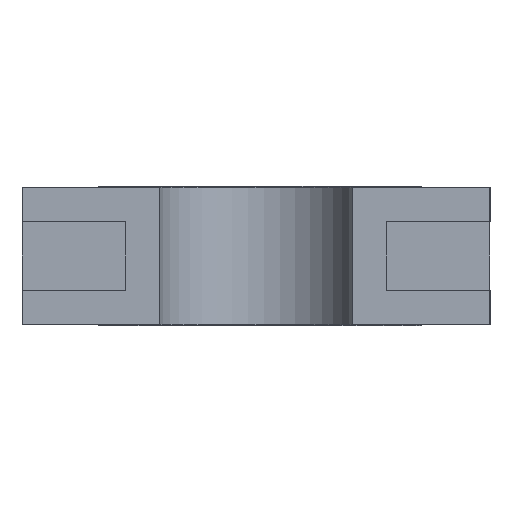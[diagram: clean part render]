
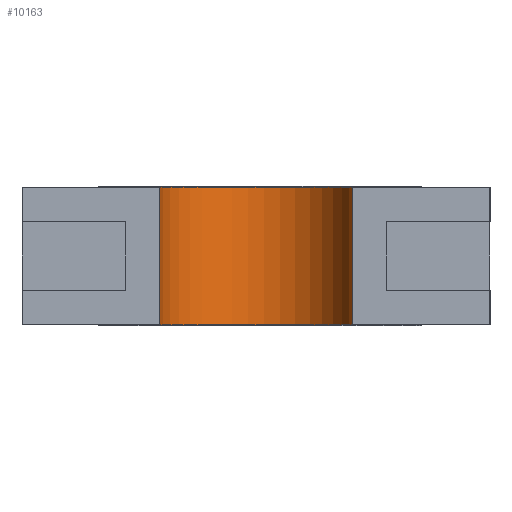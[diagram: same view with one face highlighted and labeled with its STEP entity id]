
A CAD part, left-side view. The second image highlights one B-rep face of the part: STEP entity #10163.
In plain terms, the highlighted cylindrical face has radius 0.354 mm (diameter 0.708 mm), a partial arc.
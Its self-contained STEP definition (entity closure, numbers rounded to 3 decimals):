
#5257 = PLANE('',#5258);
#5258 = AXIS2_PLACEMENT_3D('',#5259,#5260,#5261);
#5259 = CARTESIAN_POINT('',(-1.7,-0.85,0.01));
#5260 = DIRECTION('',(-1.,0.,0.));
#5261 = DIRECTION('',(0.,1.,0.));
#5824 = PLANE('',#5825);
#5825 = AXIS2_PLACEMENT_3D('',#5826,#5827,#5828);
#5826 = CARTESIAN_POINT('',(0.,0.,0.01
    ));
#5827 = DIRECTION('',(0.,0.,-1.));
#5828 = DIRECTION('',(0.,-1.,0.));
#6450 = PLANE('',#6451);
#6451 = AXIS2_PLACEMENT_3D('',#6452,#6453,#6454);
#6452 = CARTESIAN_POINT('',(-1.7,0.85,0.01));
#6453 = DIRECTION('',(1.,0.,0.));
#6454 = DIRECTION('',(0.,-1.,0.));
#6731 = PLANE('',#6732);
#6732 = AXIS2_PLACEMENT_3D('',#6733,#6734,#6735);
#6733 = CARTESIAN_POINT('',(0.,0.,0.51)
  );
#6734 = DIRECTION('',(0.,0.,-1.));
#6735 = DIRECTION('',(0.,-1.,0.));
#7398 = VERTEX_POINT('',#7399);
#7399 = CARTESIAN_POINT('',(-1.7,-0.35,0.01));
#7466 = VERTEX_POINT('',#7467);
#7467 = CARTESIAN_POINT('',(-1.7,-0.35,0.51));
#7488 = EDGE_CURVE('',#7398,#7466,#7489,.T.);
#7489 = SURFACE_CURVE('',#7490,(#7494,#7501),.PCURVE_S1.);
#7490 = LINE('',#7491,#7492);
#7491 = CARTESIAN_POINT('',(-1.7,-0.35,0.01));
#7492 = VECTOR('',#7493,1.);
#7493 = DIRECTION('',(0.,0.,1.));
#7494 = PCURVE('',#5257,#7495);
#7495 = DEFINITIONAL_REPRESENTATION('',(#7496),#7500);
#7496 = LINE('',#7497,#7498);
#7497 = CARTESIAN_POINT('',(0.5,0.));
#7498 = VECTOR('',#7499,1.);
#7499 = DIRECTION('',(0.,-1.));
#7500 = ( GEOMETRIC_REPRESENTATION_CONTEXT(2) 
PARAMETRIC_REPRESENTATION_CONTEXT() REPRESENTATION_CONTEXT('2D SPACE',''
  ) );
#7501 = PCURVE('',#7502,#7507);
#7502 = CYLINDRICAL_SURFACE('',#7503,0.354);
#7503 = AXIS2_PLACEMENT_3D('',#7504,#7505,#7506);
#7504 = CARTESIAN_POINT('',(-1.754,0.,0.01));
#7505 = DIRECTION('',(-0.,-0.,-1.));
#7506 = DIRECTION('',(1.,0.,0.));
#7507 = DEFINITIONAL_REPRESENTATION('',(#7508),#7512);
#7508 = LINE('',#7509,#7510);
#7509 = CARTESIAN_POINT('',(1.417,0.));
#7510 = VECTOR('',#7511,1.);
#7511 = DIRECTION('',(-0.,-1.));
#7512 = ( GEOMETRIC_REPRESENTATION_CONTEXT(2) 
PARAMETRIC_REPRESENTATION_CONTEXT() REPRESENTATION_CONTEXT('2D SPACE',''
  ) );
#9202 = EDGE_CURVE('',#7398,#9203,#9205,.T.);
#9203 = VERTEX_POINT('',#9204);
#9204 = CARTESIAN_POINT('',(-1.7,0.35,0.01));
#9205 = SURFACE_CURVE('',#9206,(#9211,#9222),.PCURVE_S1.);
#9206 = CIRCLE('',#9207,0.354);
#9207 = AXIS2_PLACEMENT_3D('',#9208,#9209,#9210);
#9208 = CARTESIAN_POINT('',(-1.754,0.,0.01));
#9209 = DIRECTION('',(0.,0.,1.));
#9210 = DIRECTION('',(1.,0.,-0.));
#9211 = PCURVE('',#5824,#9212);
#9212 = DEFINITIONAL_REPRESENTATION('',(#9213),#9221);
#9213 = ( BOUNDED_CURVE() B_SPLINE_CURVE(2,(#9214,#9215,#9216,#9217,
#9218,#9219,#9220),.UNSPECIFIED.,.T.,.F.) B_SPLINE_CURVE_WITH_KNOTS((1,2
    ,2,2,2,1),(-2.094,0.,2.094,4.189,
6.283,8.378),.UNSPECIFIED.) CURVE() 
GEOMETRIC_REPRESENTATION_ITEM() RATIONAL_B_SPLINE_CURVE((1.,0.5,1.,0.5,
1.,0.5,1.)) REPRESENTATION_ITEM('') );
#9214 = CARTESIAN_POINT('',(0.,1.4));
#9215 = CARTESIAN_POINT('',(-0.613,1.4));
#9216 = CARTESIAN_POINT('',(-0.307,1.931));
#9217 = CARTESIAN_POINT('',(0.,2.463));
#9218 = CARTESIAN_POINT('',(0.307,1.931));
#9219 = CARTESIAN_POINT('',(0.613,1.4));
#9220 = CARTESIAN_POINT('',(0.,1.4));
#9221 = ( GEOMETRIC_REPRESENTATION_CONTEXT(2) 
PARAMETRIC_REPRESENTATION_CONTEXT() REPRESENTATION_CONTEXT('2D SPACE',''
  ) );
#9222 = PCURVE('',#7502,#9223);
#9223 = DEFINITIONAL_REPRESENTATION('',(#9224),#9228);
#9224 = LINE('',#9225,#9226);
#9225 = CARTESIAN_POINT('',(6.283,0.));
#9226 = VECTOR('',#9227,1.);
#9227 = DIRECTION('',(-1.,0.));
#9228 = ( GEOMETRIC_REPRESENTATION_CONTEXT(2) 
PARAMETRIC_REPRESENTATION_CONTEXT() REPRESENTATION_CONTEXT('2D SPACE',''
  ) );
#9347 = VERTEX_POINT('',#9348);
#9348 = CARTESIAN_POINT('',(-1.7,0.35,0.51));
#9369 = EDGE_CURVE('',#9203,#9347,#9370,.T.);
#9370 = SURFACE_CURVE('',#9371,(#9375,#9382),.PCURVE_S1.);
#9371 = LINE('',#9372,#9373);
#9372 = CARTESIAN_POINT('',(-1.7,0.35,0.01));
#9373 = VECTOR('',#9374,1.);
#9374 = DIRECTION('',(0.,0.,1.));
#9375 = PCURVE('',#6450,#9376);
#9376 = DEFINITIONAL_REPRESENTATION('',(#9377),#9381);
#9377 = LINE('',#9378,#9379);
#9378 = CARTESIAN_POINT('',(0.5,0.));
#9379 = VECTOR('',#9380,1.);
#9380 = DIRECTION('',(0.,-1.));
#9381 = ( GEOMETRIC_REPRESENTATION_CONTEXT(2) 
PARAMETRIC_REPRESENTATION_CONTEXT() REPRESENTATION_CONTEXT('2D SPACE',''
  ) );
#9382 = PCURVE('',#7502,#9383);
#9383 = DEFINITIONAL_REPRESENTATION('',(#9384),#9388);
#9384 = LINE('',#9385,#9386);
#9385 = CARTESIAN_POINT('',(-1.417,0.));
#9386 = VECTOR('',#9387,1.);
#9387 = DIRECTION('',(-0.,-1.));
#9388 = ( GEOMETRIC_REPRESENTATION_CONTEXT(2) 
PARAMETRIC_REPRESENTATION_CONTEXT() REPRESENTATION_CONTEXT('2D SPACE',''
  ) );
#9397 = EDGE_CURVE('',#7466,#9347,#9398,.T.);
#9398 = SURFACE_CURVE('',#9399,(#9404,#9415),.PCURVE_S1.);
#9399 = CIRCLE('',#9400,0.354);
#9400 = AXIS2_PLACEMENT_3D('',#9401,#9402,#9403);
#9401 = CARTESIAN_POINT('',(-1.754,0.,0.51));
#9402 = DIRECTION('',(0.,0.,1.));
#9403 = DIRECTION('',(1.,0.,-0.));
#9404 = PCURVE('',#6731,#9405);
#9405 = DEFINITIONAL_REPRESENTATION('',(#9406),#9414);
#9406 = ( BOUNDED_CURVE() B_SPLINE_CURVE(2,(#9407,#9408,#9409,#9410,
#9411,#9412,#9413),.UNSPECIFIED.,.T.,.F.) B_SPLINE_CURVE_WITH_KNOTS((1,2
    ,2,2,2,1),(-2.094,0.,2.094,4.189,
6.283,8.378),.UNSPECIFIED.) CURVE() 
GEOMETRIC_REPRESENTATION_ITEM() RATIONAL_B_SPLINE_CURVE((1.,0.5,1.,0.5,
1.,0.5,1.)) REPRESENTATION_ITEM('') );
#9407 = CARTESIAN_POINT('',(0.,1.4));
#9408 = CARTESIAN_POINT('',(-0.613,1.4));
#9409 = CARTESIAN_POINT('',(-0.307,1.931));
#9410 = CARTESIAN_POINT('',(0.,2.463));
#9411 = CARTESIAN_POINT('',(0.307,1.931));
#9412 = CARTESIAN_POINT('',(0.613,1.4));
#9413 = CARTESIAN_POINT('',(0.,1.4));
#9414 = ( GEOMETRIC_REPRESENTATION_CONTEXT(2) 
PARAMETRIC_REPRESENTATION_CONTEXT() REPRESENTATION_CONTEXT('2D SPACE',''
  ) );
#9415 = PCURVE('',#7502,#9416);
#9416 = DEFINITIONAL_REPRESENTATION('',(#9417),#9421);
#9417 = LINE('',#9418,#9419);
#9418 = CARTESIAN_POINT('',(6.283,-0.5));
#9419 = VECTOR('',#9420,1.);
#9420 = DIRECTION('',(-1.,0.));
#9421 = ( GEOMETRIC_REPRESENTATION_CONTEXT(2) 
PARAMETRIC_REPRESENTATION_CONTEXT() REPRESENTATION_CONTEXT('2D SPACE',''
  ) );
#10163 = ADVANCED_FACE('',(#10164),#7502,.F.);
#10164 = FACE_BOUND('',#10165,.F.);
#10165 = EDGE_LOOP('',(#10166,#10167,#10168,#10169));
#10166 = ORIENTED_EDGE('',*,*,#9202,.T.);
#10167 = ORIENTED_EDGE('',*,*,#9369,.T.);
#10168 = ORIENTED_EDGE('',*,*,#9397,.F.);
#10169 = ORIENTED_EDGE('',*,*,#7488,.F.);
